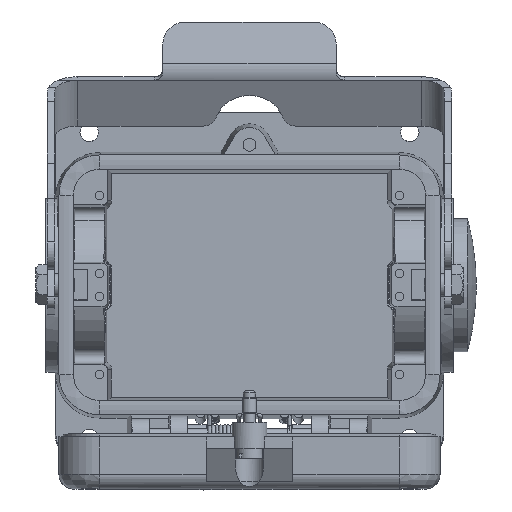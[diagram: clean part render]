
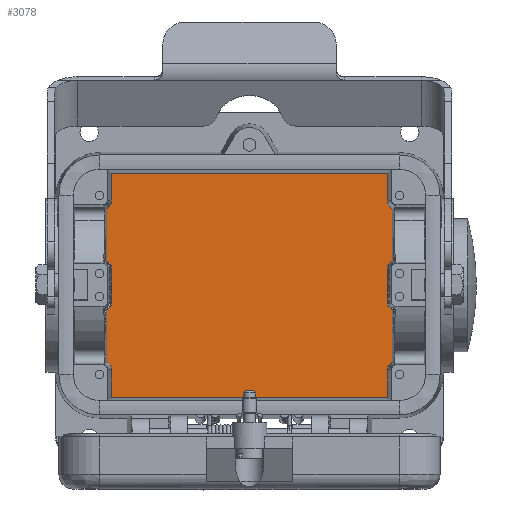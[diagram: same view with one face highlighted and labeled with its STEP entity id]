
A CAD part, top view. The second image highlights one B-rep face of the part: STEP entity #3078.
In plain terms, the highlighted face is planar.
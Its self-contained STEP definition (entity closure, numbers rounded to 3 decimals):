
#2098=PLANE('',#17223);
#2519=FACE_OUTER_BOUND('',#4132,.T.);
#3078=ADVANCED_FACE('',(#2519),#2098,.T.);
#4132=EDGE_LOOP('',(#5521,#5522,#5523,#5524,#5525,#5526,#5527,#5528,#5529,
#5530,#5531,#5532,#5533,#5534,#5535,#5536,#5537,#5538,#5539,#5540));
#5521=ORIENTED_EDGE('',*,*,#9267,.T.);
#5522=ORIENTED_EDGE('',*,*,#9258,.T.);
#5523=ORIENTED_EDGE('',*,*,#9527,.T.);
#5524=ORIENTED_EDGE('',*,*,#9528,.T.);
#5525=ORIENTED_EDGE('',*,*,#9384,.T.);
#5526=ORIENTED_EDGE('',*,*,#9529,.T.);
#5527=ORIENTED_EDGE('',*,*,#9530,.F.);
#5528=ORIENTED_EDGE('',*,*,#9531,.F.);
#5529=ORIENTED_EDGE('',*,*,#9532,.T.);
#5530=ORIENTED_EDGE('',*,*,#9297,.T.);
#5531=ORIENTED_EDGE('',*,*,#9294,.T.);
#5532=ORIENTED_EDGE('',*,*,#9274,.F.);
#5533=ORIENTED_EDGE('',*,*,#9282,.F.);
#5534=ORIENTED_EDGE('',*,*,#9307,.T.);
#5535=ORIENTED_EDGE('',*,*,#9533,.F.);
#5536=ORIENTED_EDGE('',*,*,#9534,.T.);
#5537=ORIENTED_EDGE('',*,*,#9535,.F.);
#5538=ORIENTED_EDGE('',*,*,#9536,.F.);
#5539=ORIENTED_EDGE('',*,*,#9388,.F.);
#5540=ORIENTED_EDGE('',*,*,#9537,.T.);
#8127=VERTEX_POINT('',#24139);
#8128=VERTEX_POINT('',#24141);
#8136=VERTEX_POINT('',#24174);
#8140=VERTEX_POINT('',#24189);
#8141=VERTEX_POINT('',#24191);
#8147=VERTEX_POINT('',#24215);
#8157=VERTEX_POINT('',#24269);
#8158=VERTEX_POINT('',#24277);
#8165=VERTEX_POINT('',#24300);
#8229=VERTEX_POINT('',#24454);
#8230=VERTEX_POINT('',#24456);
#8231=VERTEX_POINT('',#24463);
#8232=VERTEX_POINT('',#24468);
#8308=VERTEX_POINT('',#24813);
#8309=VERTEX_POINT('',#24816);
#8310=VERTEX_POINT('',#24818);
#8311=VERTEX_POINT('',#24820);
#8312=VERTEX_POINT('',#24823);
#8313=VERTEX_POINT('',#24825);
#8314=VERTEX_POINT('',#24827);
#9258=EDGE_CURVE('',#8128,#8127,#13245,.T.);
#9267=EDGE_CURVE('',#8136,#8128,#10651,.T.);
#9274=EDGE_CURVE('',#8140,#8141,#13251,.T.);
#9282=EDGE_CURVE('',#8147,#8140,#10654,.T.);
#9294=EDGE_CURVE('',#8157,#8141,#10657,.T.);
#9297=EDGE_CURVE('',#8158,#8157,#13258,.T.);
#9307=EDGE_CURVE('',#8147,#8165,#13261,.T.);
#9384=EDGE_CURVE('',#8230,#8229,#10672,.T.);
#9388=EDGE_CURVE('',#8232,#8231,#10673,.T.);
#9527=EDGE_CURVE('',#8127,#8308,#10700,.T.);
#9528=EDGE_CURVE('',#8308,#8230,#13409,.T.);
#9529=EDGE_CURVE('',#8229,#8309,#13410,.T.);
#9530=EDGE_CURVE('',#8310,#8309,#13411,.T.);
#9531=EDGE_CURVE('',#8311,#8310,#13412,.T.);
#9532=EDGE_CURVE('',#8311,#8158,#10701,.T.);
#9533=EDGE_CURVE('',#8312,#8165,#10702,.T.);
#9534=EDGE_CURVE('',#8312,#8313,#13413,.T.);
#9535=EDGE_CURVE('',#8314,#8313,#13414,.T.);
#9536=EDGE_CURVE('',#8231,#8314,#13415,.T.);
#9537=EDGE_CURVE('',#8232,#8136,#13416,.T.);
#10651=CIRCLE('',#17077,2.93);
#10654=CIRCLE('',#17086,2.93);
#10657=CIRCLE('',#17092,2.93);
#10672=CIRCLE('',#17135,2.93);
#10673=CIRCLE('',#17137,2.93);
#10700=CIRCLE('',#17220,2.93);
#10701=CIRCLE('',#17221,2.93);
#10702=CIRCLE('',#17222,2.93);
#13245=LINE('',#24140,#14477);
#13251=LINE('',#24190,#14483);
#13258=LINE('',#24276,#14490);
#13261=LINE('',#24301,#14493);
#13409=LINE('',#24814,#14641);
#13410=LINE('',#24815,#14642);
#13411=LINE('',#24817,#14643);
#13412=LINE('',#24819,#14644);
#13413=LINE('',#24824,#14645);
#13414=LINE('',#24826,#14646);
#13415=LINE('',#24828,#14647);
#13416=LINE('',#24829,#14648);
#14477=VECTOR('',#18613,1.);
#14483=VECTOR('',#18637,1.);
#14490=VECTOR('',#18668,1.);
#14493=VECTOR('',#18683,1.);
#14641=VECTOR('',#19071,1.);
#14642=VECTOR('',#19072,1.);
#14643=VECTOR('',#19073,1.);
#14644=VECTOR('',#19074,1.);
#14645=VECTOR('',#19079,1.);
#14646=VECTOR('',#19080,1.);
#14647=VECTOR('',#19081,1.);
#14648=VECTOR('',#19082,1.);
#17077=AXIS2_PLACEMENT_3D('',#24173,#18623,#18624);
#17086=AXIS2_PLACEMENT_3D('',#24216,#18648,#18649);
#17092=AXIS2_PLACEMENT_3D('',#24268,#18662,#18663);
#17135=AXIS2_PLACEMENT_3D('',#24455,#18807,#18808);
#17137=AXIS2_PLACEMENT_3D('',#24469,#18812,#18813);
#17220=AXIS2_PLACEMENT_3D('',#24812,#19069,#19070);
#17221=AXIS2_PLACEMENT_3D('',#24821,#19075,#19076);
#17222=AXIS2_PLACEMENT_3D('',#24822,#19077,#19078);
#17223=AXIS2_PLACEMENT_3D('',#24830,#19083,#19084);
#18613=DIRECTION('',(0.,1.,0.));
#18623=DIRECTION('',(0.,0.,-1.));
#18624=DIRECTION('',(1.,0.,0.));
#18637=DIRECTION('',(0.,1.,0.));
#18648=DIRECTION('',(0.,0.,1.));
#18649=DIRECTION('',(1.,0.,0.));
#18662=DIRECTION('',(0.,0.,-1.));
#18663=DIRECTION('',(1.,0.,0.));
#18668=DIRECTION('',(0.,-1.,0.));
#18683=DIRECTION('',(0.,-1.,0.));
#18807=DIRECTION('',(0.,0.,-1.));
#18808=DIRECTION('',(1.,0.,0.));
#18812=DIRECTION('',(0.,0.,1.));
#18813=DIRECTION('',(1.,0.,0.));
#19069=DIRECTION('',(0.,0.,-1.));
#19070=DIRECTION('',(1.,0.,0.));
#19071=DIRECTION('',(0.,1.,0.));
#19072=DIRECTION('',(0.,1.,0.));
#19073=DIRECTION('',(1.,0.,0.));
#19074=DIRECTION('',(0.,1.,0.));
#19075=DIRECTION('',(0.,0.,-1.));
#19076=DIRECTION('',(1.,0.,0.));
#19077=DIRECTION('',(0.,0.,1.));
#19078=DIRECTION('',(1.,0.,0.));
#19079=DIRECTION('',(0.,-1.,0.));
#19080=DIRECTION('',(-1.,0.,0.));
#19081=DIRECTION('',(0.,-1.,0.));
#19082=DIRECTION('',(0.,1.,0.));
#19083=DIRECTION('',(0.,0.,1.));
#19084=DIRECTION('',(-1.,0.,0.));
#24139=CARTESIAN_POINT('',(47.795,5.9,-81.9));
#24140=CARTESIAN_POINT('',(47.795,0.,-81.9));
#24141=CARTESIAN_POINT('',(47.795,-5.9,-81.9));
#24173=CARTESIAN_POINT('',(50.725,-5.9,-81.9));
#24174=CARTESIAN_POINT('',(49.496,-8.559,-81.9));
#24189=CARTESIAN_POINT('',(-47.795,-5.9,-81.9));
#24190=CARTESIAN_POINT('',(-47.795,0.,-81.9));
#24191=CARTESIAN_POINT('',(-47.795,5.9,-81.9));
#24215=CARTESIAN_POINT('',(-49.496,-8.559,-81.9));
#24216=CARTESIAN_POINT('',(-50.725,-5.9,-81.9));
#24268=CARTESIAN_POINT('',(-50.725,5.9,-81.9));
#24269=CARTESIAN_POINT('',(-49.496,8.559,-81.9));
#24276=CARTESIAN_POINT('',(-49.496,0.,-81.9));
#24277=CARTESIAN_POINT('',(-49.496,26.541,-81.9));
#24300=CARTESIAN_POINT('',(-49.496,-26.541,-81.9));
#24301=CARTESIAN_POINT('',(-49.496,0.,-81.9));
#24454=CARTESIAN_POINT('',(47.795,29.2,-81.9));
#24455=CARTESIAN_POINT('',(50.725,29.2,-81.9));
#24456=CARTESIAN_POINT('',(49.496,26.541,-81.9));
#24463=CARTESIAN_POINT('',(47.795,-29.2,-81.9));
#24468=CARTESIAN_POINT('',(49.496,-26.541,-81.9));
#24469=CARTESIAN_POINT('',(50.725,-29.2,-81.9));
#24812=CARTESIAN_POINT('',(50.725,5.9,-81.9));
#24813=CARTESIAN_POINT('',(49.496,8.559,-81.9));
#24814=CARTESIAN_POINT('',(49.496,0.,-81.9));
#24815=CARTESIAN_POINT('',(47.795,34.75,-81.9));
#24816=CARTESIAN_POINT('',(47.795,38.871,-81.9));
#24817=CARTESIAN_POINT('',(0.,38.871,-81.9));
#24818=CARTESIAN_POINT('',(-47.795,38.871,-81.9));
#24819=CARTESIAN_POINT('',(-47.795,0.,-81.9));
#24820=CARTESIAN_POINT('',(-47.795,29.2,-81.9));
#24821=CARTESIAN_POINT('',(-50.725,29.2,-81.9));
#24822=CARTESIAN_POINT('',(-50.725,-29.2,-81.9));
#24823=CARTESIAN_POINT('',(-47.795,-29.2,-81.9));
#24824=CARTESIAN_POINT('',(-47.795,-34.75,-81.9));
#24825=CARTESIAN_POINT('',(-47.795,-38.871,-81.9));
#24826=CARTESIAN_POINT('',(0.,-38.871,-81.9));
#24827=CARTESIAN_POINT('',(47.795,-38.871,-81.9));
#24828=CARTESIAN_POINT('',(47.795,0.,-81.9));
#24829=CARTESIAN_POINT('',(49.496,0.,-81.9));
#24830=CARTESIAN_POINT('',(0.,0.,-81.9));
